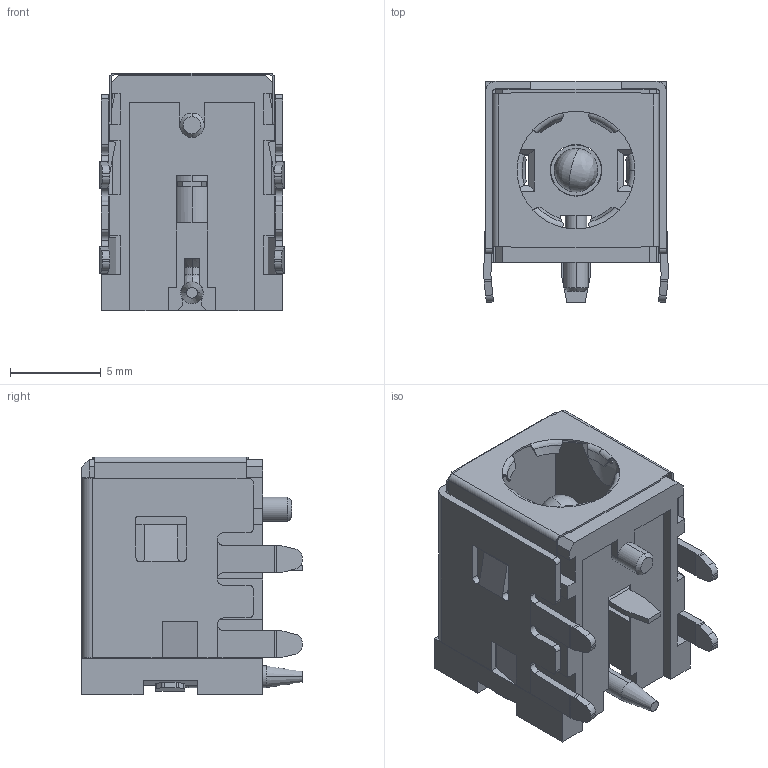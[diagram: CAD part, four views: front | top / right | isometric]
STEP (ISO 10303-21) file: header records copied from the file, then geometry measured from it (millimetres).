
FILE_DESCRIPTION (( 'STEP AP214' ), '1' );
FILE_NAME ('PJ-082BH.STEP', '2022-10-31T06:35:45', ( '' ), ( '' ), 'SwSTEP 2.0', 'SolidWorks 2021', '' );
FILE_SCHEMA (( 'AUTOMOTIVE_DESIGN' ));
Length unit declared in the file: millimetre
Products named in the file (2): PJ-082BH
Assembly tree (1 placements, depth 2):
  PJ-082BH
    PJ-082BH
Bounding box: 10.2 x 12.2 x 13.13 mm (x, y, z)
Volume: 632.9 mm3; surface area: 2253.6 mm2
Topology: 12 solids, 12 shells, 627 faces, 1726 edges, 1123 vertices
Faces by surface type: plane 404, cylinder 141, cone 41, bspline 20, torus 13, sphere 8
Entity records: 21087 total; most frequent: CARTESIAN_POINT 4636, ORIENTED_EDGE 3448, DIRECTION 3163, EDGE_CURVE 1724, VECTOR 1197, LINE 1197, VERTEX_POINT 1123, AXIS2_PLACEMENT_3D 983
